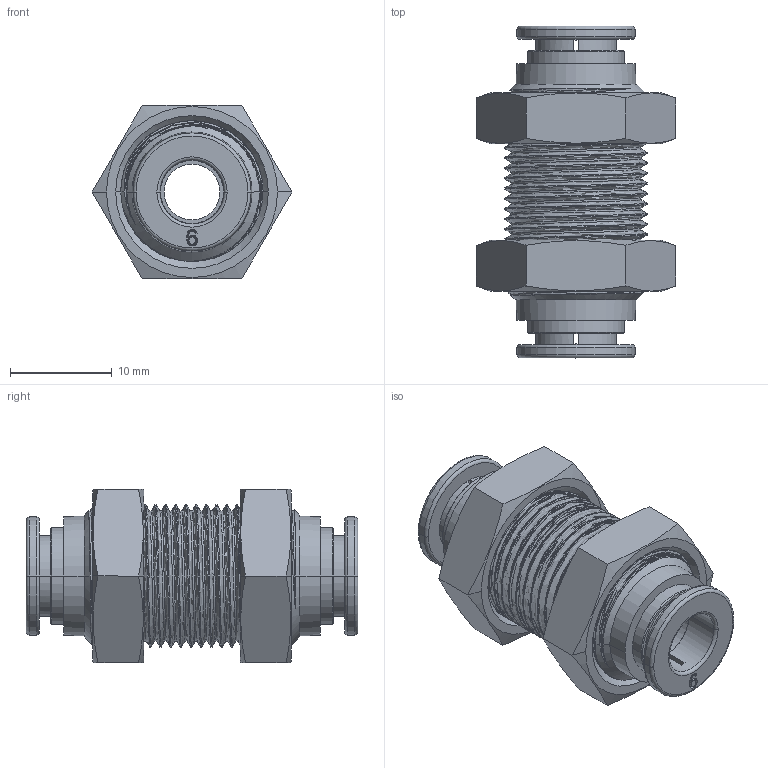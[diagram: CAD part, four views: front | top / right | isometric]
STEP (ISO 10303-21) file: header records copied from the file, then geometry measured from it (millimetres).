
FILE_DESCRIPTION (( 'STEP AP214' ), '1' );
FILE_NAME ('UB6M-SS.STEP', '2018-03-13T19:39:21', ( '' ), ( '' ), 'SwSTEP 2.0', 'SolidWorks 2017', '' );
FILE_SCHEMA (( 'AUTOMOTIVE_DESIGN' ));
Length unit declared in the file: inch
Products named in the file (1): UB6M-SS
Bounding box: 19.63 x 32.6 x 17 mm (x, y, z)
Volume: 3954.9 mm3; surface area: 3729.1 mm2
Topology: 1 solids, 1 shells, 238 faces, 641 edges, 415 vertices
Faces by surface type: cylinder 109, plane 46, bspline 36, cone 35, torus 12
Entity records: 15423 total; most frequent: CARTESIAN_POINT 9918, ORIENTED_EDGE 1282, DIRECTION 920, EDGE_CURVE 641, VERTEX_POINT 415, AXIS2_PLACEMENT_3D 354, B_SPLINE_CURVE_WITH_KNOTS 278, EDGE_LOOP 262
